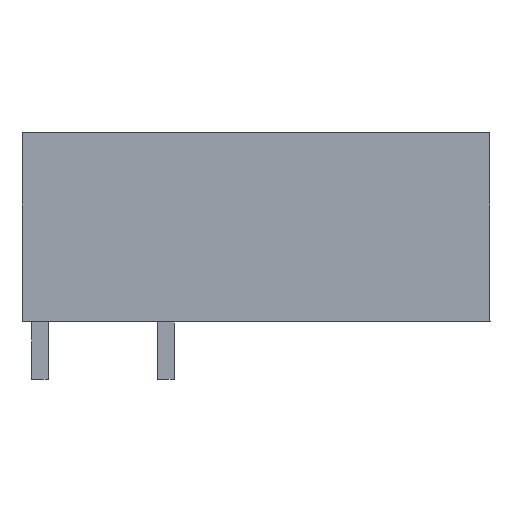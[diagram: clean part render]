
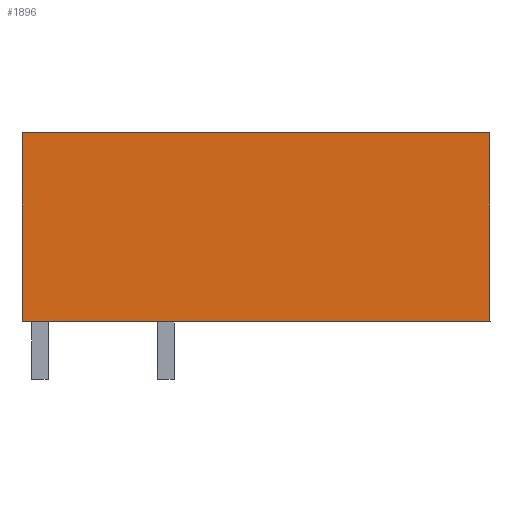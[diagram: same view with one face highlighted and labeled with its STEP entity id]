
A CAD part, left-side view. The second image highlights one B-rep face of the part: STEP entity #1896.
In plain terms, the highlighted planar face has unit normal (-1, 0, 0).
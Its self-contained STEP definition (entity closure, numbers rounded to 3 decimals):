
#1860=AXIS2_PLACEMENT_3D('Plane Axis2P3D',#1857,#1858,#1859) ;
#1857=CARTESIAN_POINT('Axis2P3D Location',(0.,28.3,0.)) ;
#1862=CARTESIAN_POINT('Line Origine',(0.,14.15,14.9)) ;
#1866=CARTESIAN_POINT('Vertex',(0.,0.,14.9)) ;
#1868=CARTESIAN_POINT('Vertex',(0.,28.3,14.9)) ;
#1871=CARTESIAN_POINT('Line Origine',(0.,28.3,9.2)) ;
#1875=CARTESIAN_POINT('Vertex',(0.,28.3,3.5)) ;
#1878=CARTESIAN_POINT('Line Origine',(0.,14.15,3.5)) ;
#1882=CARTESIAN_POINT('Vertex',(0.,0.,3.5)) ;
#1885=CARTESIAN_POINT('Line Origine',(0.,0.,9.2)) ;
#1858=DIRECTION('Axis2P3D Direction',(-1.,0.,0.)) ;
#1859=DIRECTION('Axis2P3D XDirection',(0.,-1.,0.)) ;
#1863=DIRECTION('Vector Direction',(0.,1.,0.)) ;
#1872=DIRECTION('Vector Direction',(0.,0.,-1.)) ;
#1879=DIRECTION('Vector Direction',(0.,-1.,0.)) ;
#1886=DIRECTION('Vector Direction',(0.,0.,-1.)) ;
#1864=VECTOR('Line Direction',#1863,1.) ;
#1873=VECTOR('Line Direction',#1872,1.) ;
#1880=VECTOR('Line Direction',#1879,1.) ;
#1887=VECTOR('Line Direction',#1886,1.) ;
#1891=ORIENTED_EDGE('',*,*,#1870,.T.) ;
#1892=ORIENTED_EDGE('',*,*,#1877,.T.) ;
#1893=ORIENTED_EDGE('',*,*,#1884,.T.) ;
#1894=ORIENTED_EDGE('',*,*,#1889,.T.) ;
#1896=ADVANCED_FACE('HOUSING',(#1895),#1861,.T.) ;
#1870=EDGE_CURVE('',#1867,#1869,#1865,.T.) ;
#1877=EDGE_CURVE('',#1869,#1876,#1874,.T.) ;
#1884=EDGE_CURVE('',#1876,#1883,#1881,.T.) ;
#1889=EDGE_CURVE('',#1883,#1867,#1888,.F.) ;
#1890=EDGE_LOOP('',(#1891,#1892,#1893,#1894)) ;
#1895=FACE_OUTER_BOUND('',#1890,.T.) ;
#1865=LINE('Line',#1862,#1864) ;
#1874=LINE('Line',#1871,#1873) ;
#1881=LINE('Line',#1878,#1880) ;
#1888=LINE('Line',#1885,#1887) ;
#1861=PLANE('',#1860) ;
#1867=VERTEX_POINT('',#1866) ;
#1869=VERTEX_POINT('',#1868) ;
#1876=VERTEX_POINT('',#1875) ;
#1883=VERTEX_POINT('',#1882) ;
